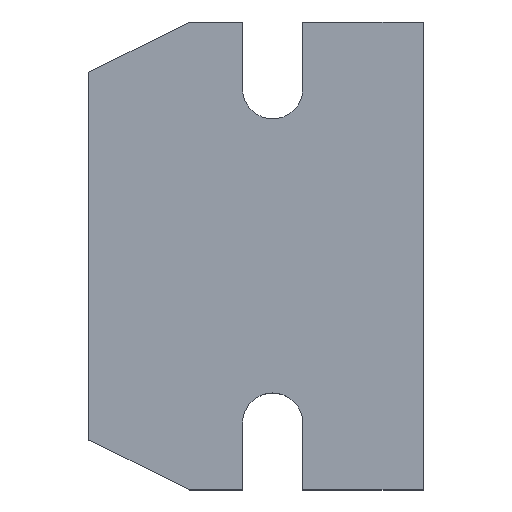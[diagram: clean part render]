
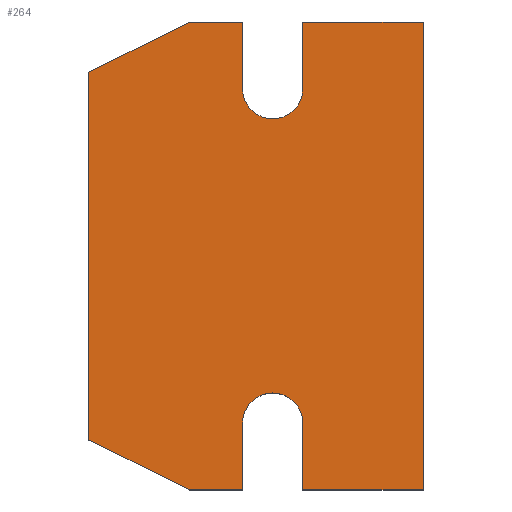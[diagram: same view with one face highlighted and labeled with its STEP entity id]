
A CAD part, top view. The second image highlights one B-rep face of the part: STEP entity #264.
In plain terms, the highlighted planar face has unit normal (0, 0, 1).
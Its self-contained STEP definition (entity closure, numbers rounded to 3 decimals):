
#264=ADVANCED_FACE('',(#1047),#1049,.F.);
#1047=FACE_BOUND('',#1048,.T.);
#1048=EDGE_LOOP('',(#1416,#1417,#1418,#1419,#1420,#1421,#1422,#1423,#1424,#1425,
#1426,#1427,#1428,#1429));
#1049=PLANE('',#1050);
#1050=AXIS2_PLACEMENT_3D('',#1051,#1052,#1053);
#1051=CARTESIAN_POINT('',(0.,140.,18.));
#1052=DIRECTION('',(0.,0.,-1.));
#1053=DIRECTION('',(-1.,0.,0.));
#1416=ORIENTED_EDGE('',*,*,#1631,.T.);
#1417=ORIENTED_EDGE('',*,*,#1653,.T.);
#1418=ORIENTED_EDGE('',*,*,#1643,.T.);
#1419=ORIENTED_EDGE('',*,*,#1654,.T.);
#1420=ORIENTED_EDGE('',*,*,#1655,.T.);
#1421=ORIENTED_EDGE('',*,*,#1656,.F.);
#1422=ORIENTED_EDGE('',*,*,#1621,.T.);
#1423=ORIENTED_EDGE('',*,*,#1649,.T.);
#1424=ORIENTED_EDGE('',*,*,#1652,.T.);
#1425=ORIENTED_EDGE('',*,*,#1657,.T.);
#1426=ORIENTED_EDGE('',*,*,#1658,.F.);
#1427=ORIENTED_EDGE('',*,*,#1659,.F.);
#1428=ORIENTED_EDGE('',*,*,#1624,.T.);
#1429=ORIENTED_EDGE('',*,*,#1660,.T.);
#1621=EDGE_CURVE('',#1776,#1781,#1783,.T.);
#1624=EDGE_CURVE('',#1789,#1787,#1790,.T.);
#1631=EDGE_CURVE('',#1802,#1800,#1803,.T.);
#1643=EDGE_CURVE('',#1825,#1826,#1827,.T.);
#1649=EDGE_CURVE('',#1781,#1835,#1837,.T.);
#1652=EDGE_CURVE('',#1835,#1840,#1842,.T.);
#1653=EDGE_CURVE('',#1800,#1825,#1843,.T.);
#1654=EDGE_CURVE('',#1826,#1844,#1845,.T.);
#1655=EDGE_CURVE('',#1844,#1846,#1847,.T.);
#1656=EDGE_CURVE('',#1776,#1846,#1848,.T.);
#1657=EDGE_CURVE('',#1840,#1849,#1850,.T.);
#1658=EDGE_CURVE('',#1851,#1849,#1852,.F.);
#1659=EDGE_CURVE('',#1789,#1851,#1853,.T.);
#1660=EDGE_CURVE('',#1787,#1802,#1854,.T.);
#1776=VERTEX_POINT('',#2084);
#1781=VERTEX_POINT('',#2093);
#1783=LINE('',#2097,#2098);
#1787=VERTEX_POINT('',#2105);
#1789=VERTEX_POINT('',#2109);
#1790=LINE('',#2110,#2111);
#1800=VERTEX_POINT('',#2132);
#1802=VERTEX_POINT('',#2136);
#1803=LINE('',#2137,#2138);
#1825=VERTEX_POINT('',#2192);
#1826=VERTEX_POINT('',#2193);
#1827=LINE('',#2194,#2195);
#1835=VERTEX_POINT('',#2212);
#1837=LINE('',#2216,#2217);
#1840=VERTEX_POINT('',#2223);
#1842=LINE('',#2227,#2228);
#1843=LINE('',#2230,#2231);
#1844=VERTEX_POINT('',#2233);
#1845=LINE('',#2234,#2235);
#1846=VERTEX_POINT('',#2237);
#1847=CIRCLE('',#2238,9.);
#1848=LINE('',#2242,#2243);
#1849=VERTEX_POINT('',#2245);
#1850=LINE('',#2246,#2247);
#1851=VERTEX_POINT('',#2249);
#1852=CIRCLE('',#2250,9.);
#1853=LINE('',#2254,#2255);
#1854=LINE('',#2257,#2258);
#2084=CARTESIAN_POINT('',(64.,0.,18.));
#2093=CARTESIAN_POINT('',(100.,0.,18.));
#2097=CARTESIAN_POINT('',(64.,0.,18.));
#2098=VECTOR('',#2099,1.);
#2099=DIRECTION('',(1.,0.,0.));
#2105=CARTESIAN_POINT('',(29.998,140.,18.));
#2109=CARTESIAN_POINT('',(46.,140.,18.));
#2110=CARTESIAN_POINT('',(46.,140.,18.));
#2111=VECTOR('',#2112,1.);
#2112=DIRECTION('',(-1.,0.,0.));
#2132=CARTESIAN_POINT('',(0.,15.001,18.));
#2136=CARTESIAN_POINT('',(0.,124.997,18.));
#2137=CARTESIAN_POINT('',(0.,124.997,18.));
#2138=VECTOR('',#2139,1.);
#2139=DIRECTION('',(0.,-1.,0.));
#2192=CARTESIAN_POINT('',(29.999,0.,18.));
#2193=CARTESIAN_POINT('',(46.,0.,18.));
#2194=CARTESIAN_POINT('',(29.999,0.,18.));
#2195=VECTOR('',#2196,1.);
#2196=DIRECTION('',(1.,0.,0.));
#2212=CARTESIAN_POINT('',(100.,140.,18.));
#2216=CARTESIAN_POINT('',(100.,0.,18.));
#2217=VECTOR('',#2218,1.);
#2218=DIRECTION('',(0.,1.,0.));
#2223=CARTESIAN_POINT('',(64.,140.,18.));
#2227=CARTESIAN_POINT('',(100.,140.,18.));
#2228=VECTOR('',#2229,1.);
#2229=DIRECTION('',(-1.,0.,0.));
#2230=CARTESIAN_POINT('',(0.,15.001,18.));
#2231=VECTOR('',#2232,1.);
#2232=DIRECTION('',(0.894,-0.447,0.));
#2233=CARTESIAN_POINT('',(46.,20.,18.));
#2234=CARTESIAN_POINT('',(46.,0.,18.));
#2235=VECTOR('',#2236,1.);
#2236=DIRECTION('',(0.,1.,0.));
#2237=CARTESIAN_POINT('',(64.,20.,18.));
#2238=AXIS2_PLACEMENT_3D('',#2239,#2240,#2241);
#2239=CARTESIAN_POINT('',(55.,20.,18.));
#2240=DIRECTION('',(0.,0.,-1.));
#2241=DIRECTION('',(-1.,0.,0.));
#2242=CARTESIAN_POINT('',(64.,0.,18.));
#2243=VECTOR('',#2244,1.);
#2244=DIRECTION('',(0.,1.,0.));
#2245=CARTESIAN_POINT('',(64.,120.,18.));
#2246=CARTESIAN_POINT('',(64.,140.,18.));
#2247=VECTOR('',#2248,1.);
#2248=DIRECTION('',(0.,-1.,0.));
#2249=CARTESIAN_POINT('',(46.,120.,18.));
#2250=AXIS2_PLACEMENT_3D('',#2251,#2252,#2253);
#2251=CARTESIAN_POINT('',(55.,120.,18.));
#2252=DIRECTION('',(0.,0.,-1.));
#2253=DIRECTION('',(1.,0.,0.));
#2254=CARTESIAN_POINT('',(46.,140.,18.));
#2255=VECTOR('',#2256,1.);
#2256=DIRECTION('',(0.,-1.,0.));
#2257=CARTESIAN_POINT('',(29.998,140.,18.));
#2258=VECTOR('',#2259,1.);
#2259=DIRECTION('',(-0.894,-0.447,0.));
